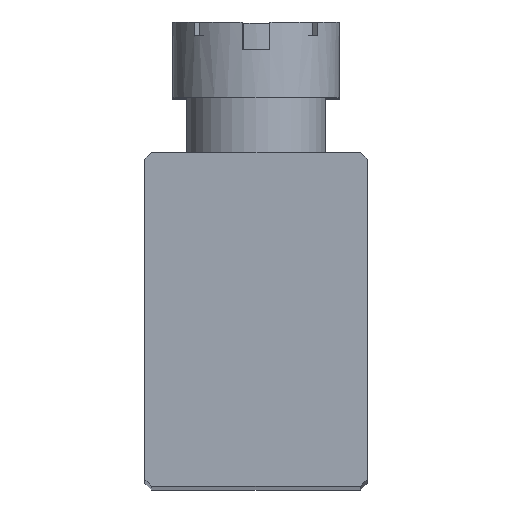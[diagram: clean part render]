
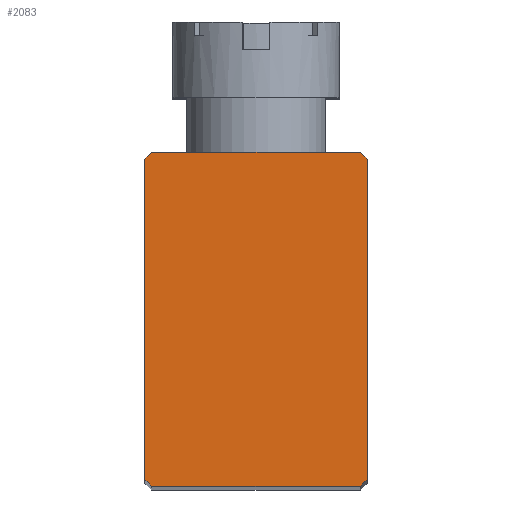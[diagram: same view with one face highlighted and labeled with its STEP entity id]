
A CAD part, top view. The second image highlights one B-rep face of the part: STEP entity #2083.
In plain terms, the highlighted planar face has unit normal (0, 0, 1).
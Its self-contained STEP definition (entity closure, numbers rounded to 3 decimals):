
#11 = DIRECTION ( 'NONE',  ( -1., 0., 0. ) ) ;
#68 = EDGE_CURVE ( 'NONE', #1897, #345, #4993, .T. ) ;
#120 = DIRECTION ( 'NONE',  ( 0.707, -0.707, 0. ) ) ;
#121 = CARTESIAN_POINT ( 'NONE',  ( 4., 5.75, 38.5 ) ) ;
#170 = EDGE_CURVE ( 'NONE', #2037, #1460, #301, .T. ) ;
#222 = DIRECTION ( 'NONE',  ( 0.707, 0.707, 0. ) ) ;
#229 = CARTESIAN_POINT ( 'NONE',  ( 3.75, 6., 38.5 ) ) ;
#269 = EDGE_CURVE ( 'NONE', #4445, #4439, #3560, .T. ) ;
#297 = VECTOR ( 'NONE', #4413, 1000. ) ;
#301 = LINE ( 'NONE', #5112, #1453 ) ;
#306 = EDGE_CURVE ( 'NONE', #345, #4445, #2030, .T. ) ;
#307 = EDGE_CURVE ( 'NONE', #4439, #2037, #2783, .T. ) ;
#315 = EDGE_CURVE ( 'NONE', #1460, #4126, #1841, .T. ) ;
#316 = EDGE_CURVE ( 'NONE', #2377, #1897, #1772, .T. ) ;
#345 = VERTEX_POINT ( 'NONE', #3894 ) ;
#525 = CARTESIAN_POINT ( 'NONE',  ( -4., -6., 38.5 ) ) ;
#614 = DIRECTION ( 'NONE',  ( 1., 0., 0. ) ) ;
#658 = VECTOR ( 'NONE', #11, 1000. ) ;
#776 = LINE ( 'NONE', #4795, #658 ) ;
#785 = CARTESIAN_POINT ( 'NONE',  ( 3.75, -6., 38.5 ) ) ;
#1258 = CARTESIAN_POINT ( 'NONE',  ( -0.125, -9.875, 38.5 ) ) ;
#1453 = VECTOR ( 'NONE', #2757, 1000. ) ;
#1460 = VERTEX_POINT ( 'NONE', #121 ) ;
#1661 = VECTOR ( 'NONE', #4906, 1000. ) ;
#1667 = VECTOR ( 'NONE', #4562, 1000. ) ;
#1757 = VECTOR ( 'NONE', #222, 1000. ) ;
#1772 = LINE ( 'NONE', #4598, #1667 ) ;
#1781 = VECTOR ( 'NONE', #120, 1000. ) ;
#1841 = LINE ( 'NONE', #3565, #1661 ) ;
#1897 = VERTEX_POINT ( 'NONE', #2784 ) ;
#1950 = ORIENTED_EDGE ( 'NONE', *, *, #68, .T. ) ;
#2030 = LINE ( 'NONE', #2168, #1781 ) ;
#2037 = VERTEX_POINT ( 'NONE', #3239 ) ;
#2083 = ADVANCED_FACE ( 'NONE', ( #2711 ), #4592, .T. ) ;
#2168 = CARTESIAN_POINT ( 'NONE',  ( -3.875, -5.875, 38.5 ) ) ;
#2377 = VERTEX_POINT ( 'NONE', #2672 ) ;
#2586 = CARTESIAN_POINT ( 'NONE',  ( -4., -6., 38.5 ) ) ;
#2605 = ORIENTED_EDGE ( 'NONE', *, *, #306, .T. ) ;
#2672 = CARTESIAN_POINT ( 'NONE',  ( -3.75, 6., 38.5 ) ) ;
#2711 = FACE_OUTER_BOUND ( 'NONE', #5103, .T. ) ;
#2757 = DIRECTION ( 'NONE',  ( 0., 1., 0. ) ) ;
#2783 = LINE ( 'NONE', #1258, #1757 ) ;
#2784 = CARTESIAN_POINT ( 'NONE',  ( -4., 5.75, 38.5 ) ) ;
#2986 = DIRECTION ( 'NONE',  ( 1., 0., 0. ) ) ;
#3239 = CARTESIAN_POINT ( 'NONE',  ( 4., -5.75, 38.5 ) ) ;
#3288 = ORIENTED_EDGE ( 'NONE', *, *, #269, .T. ) ;
#3384 = ORIENTED_EDGE ( 'NONE', *, *, #307, .T. ) ;
#3515 = VECTOR ( 'NONE', #614, 1000. ) ;
#3560 = LINE ( 'NONE', #525, #3515 ) ;
#3565 = CARTESIAN_POINT ( 'NONE',  ( 5.875, 3.875, 38.5 ) ) ;
#3784 = AXIS2_PLACEMENT_3D ( 'NONE', #2586, #4988, #2986 ) ;
#3840 = ORIENTED_EDGE ( 'NONE', *, *, #170, .T. ) ;
#3894 = CARTESIAN_POINT ( 'NONE',  ( -4., -5.75, 38.5 ) ) ;
#3963 = ORIENTED_EDGE ( 'NONE', *, *, #315, .T. ) ;
#3964 = ORIENTED_EDGE ( 'NONE', *, *, #5049, .T. ) ;
#4126 = VERTEX_POINT ( 'NONE', #229 ) ;
#4150 = ORIENTED_EDGE ( 'NONE', *, *, #316, .T. ) ;
#4165 = CARTESIAN_POINT ( 'NONE',  ( -4., 6., 38.5 ) ) ;
#4413 = DIRECTION ( 'NONE',  ( 0., -1., 0. ) ) ;
#4439 = VERTEX_POINT ( 'NONE', #785 ) ;
#4445 = VERTEX_POINT ( 'NONE', #5009 ) ;
#4562 = DIRECTION ( 'NONE',  ( -0.707, -0.707, 0. ) ) ;
#4592 = PLANE ( 'NONE',  #3784 ) ;
#4598 = CARTESIAN_POINT ( 'NONE',  ( -9.875, -0.125, 38.5 ) ) ;
#4795 = CARTESIAN_POINT ( 'NONE',  ( -4., 6., 38.5 ) ) ;
#4906 = DIRECTION ( 'NONE',  ( -0.707, 0.707, 0. ) ) ;
#4988 = DIRECTION ( 'NONE',  ( 0., 0., 1. ) ) ;
#4993 = LINE ( 'NONE', #4165, #297 ) ;
#5009 = CARTESIAN_POINT ( 'NONE',  ( -3.75, -6., 38.5 ) ) ;
#5049 = EDGE_CURVE ( 'NONE', #4126, #2377, #776, .T. ) ;
#5103 = EDGE_LOOP ( 'NONE', ( #1950, #2605, #3288, #3384, #3840, #3963, #3964, #4150 ) ) ;
#5112 = CARTESIAN_POINT ( 'NONE',  ( 4., 6., 38.5 ) ) ;
